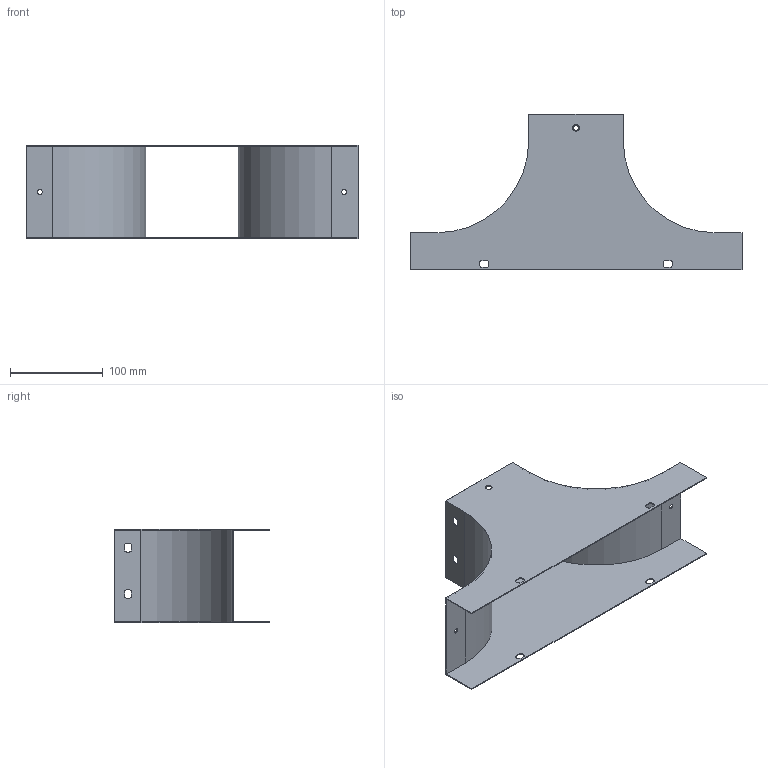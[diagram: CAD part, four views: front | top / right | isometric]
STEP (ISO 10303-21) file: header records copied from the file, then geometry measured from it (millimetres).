
FILE_DESCRIPTION (( 'STEP AP203' ), '1' );
FILE_NAME ('Êðûøêà Ò-îòâåòâèòåëü ââåðõ (ïëîñêèé) TSS_37332.STEP', '2012-11-09T08:45:59', ( 'Àñååâ' ), ( '' ), 'SwSTEP 2.0', 'SolidWorks 2012', '' );
FILE_SCHEMA (( 'CONFIG_CONTROL_DESIGN' ));
Length unit declared in the file: millimetre
Products named in the file (1): Êðûøêà Ò-îòâåòâèòåëü ââåðõ (ïëîñêèé) TSS_37332
Bounding box: 358 x 168 x 101 mm (x, y, z)
Volume: 104988 mm3; surface area: 211756.3 mm2
Topology: 1 solids, 1 shells, 57 faces, 169 edges, 113 vertices
Faces by surface type: plane 33, cylinder 24
Full cylindrical faces by diameter (mm): 5 x3, 7 x1
Entity records: 2019 total; most frequent: CARTESIAN_POINT 334, DIRECTION 328, ORIENTED_EDGE 328, EDGE_CURVE 164, VECTOR 116, LINE 116, VERTEX_POINT 112, AXIS2_PLACEMENT_3D 106
